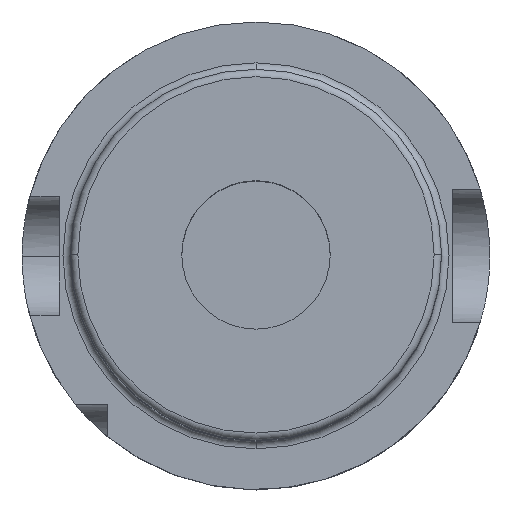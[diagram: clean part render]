
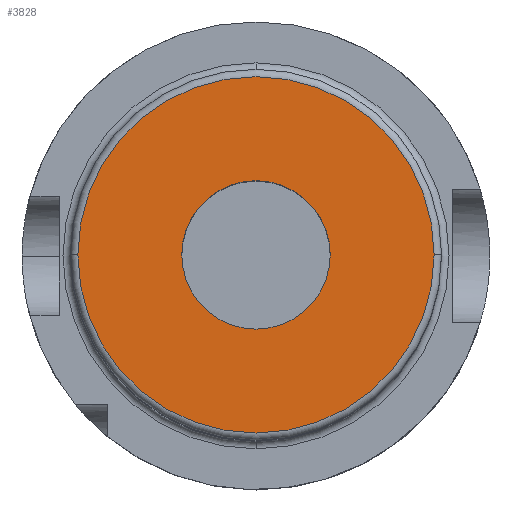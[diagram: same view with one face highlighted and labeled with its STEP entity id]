
A CAD part, top view. The second image highlights one B-rep face of the part: STEP entity #3828.
In plain terms, the highlighted planar face has unit normal (0, 0, 1).
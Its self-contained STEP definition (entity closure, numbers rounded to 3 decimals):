
#2 = CIRCLE ( 'NONE', #80, 24. ) ;
#12 = ORIENTED_EDGE ( 'NONE', *, *, #651, .F. ) ;
#80 = AXIS2_PLACEMENT_3D ( 'NONE', #2412, #4044, #478 ) ;
#108 = ORIENTED_EDGE ( 'NONE', *, *, #1023, .F. ) ;
#306 = CIRCLE ( 'NONE', #775, 10. ) ;
#319 = FACE_OUTER_BOUND ( 'NONE', #1100, .T. ) ;
#478 = DIRECTION ( 'NONE',  ( -1., 0., 0. ) ) ;
#552 = DIRECTION ( 'NONE',  ( 0., 0., -1. ) ) ;
#651 = EDGE_CURVE ( 'NONE', #1277, #3588, #2282, .T. ) ;
#684 = DIRECTION ( 'NONE',  ( 0., 0., 1. ) ) ;
#734 = CARTESIAN_POINT ( 'NONE',  ( 0., 0., 100. ) ) ;
#750 = EDGE_CURVE ( 'NONE', #784, #3099, #306, .T. ) ;
#775 = AXIS2_PLACEMENT_3D ( 'NONE', #4196, #2265, #1913 ) ;
#784 = VERTEX_POINT ( 'NONE', #924 ) ;
#822 = CARTESIAN_POINT ( 'NONE',  ( -24., 0., 100. ) ) ;
#864 = CARTESIAN_POINT ( 'NONE',  ( 0., 0., 100. ) ) ;
#924 = CARTESIAN_POINT ( 'NONE',  ( -10., 0., 100. ) ) ;
#1023 = EDGE_CURVE ( 'NONE', #3099, #784, #3551, .T. ) ;
#1100 = EDGE_LOOP ( 'NONE', ( #12, #2165 ) ) ;
#1122 = EDGE_CURVE ( 'NONE', #3588, #1277, #2, .T. ) ;
#1204 = DIRECTION ( 'NONE',  ( -1., 0., 0. ) ) ;
#1277 = VERTEX_POINT ( 'NONE', #822 ) ;
#1373 = ORIENTED_EDGE ( 'NONE', *, *, #750, .F. ) ;
#1691 = DIRECTION ( 'NONE',  ( 1., 0., 0. ) ) ;
#1913 = DIRECTION ( 'NONE',  ( 1., 0., 0. ) ) ;
#1972 = DIRECTION ( 'NONE',  ( 1., 0., 0. ) ) ;
#2047 = FACE_BOUND ( 'NONE', #4070, .T. ) ;
#2165 = ORIENTED_EDGE ( 'NONE', *, *, #1122, .F. ) ;
#2256 = AXIS2_PLACEMENT_3D ( 'NONE', #864, #552, #1204 ) ;
#2265 = DIRECTION ( 'NONE',  ( 0., 0., 1. ) ) ;
#2282 = CIRCLE ( 'NONE', #2256, 24. ) ;
#2412 = CARTESIAN_POINT ( 'NONE',  ( 0., 0., 100. ) ) ;
#2666 = PLANE ( 'NONE',  #4138 ) ;
#3099 = VERTEX_POINT ( 'NONE', #4187 ) ;
#3290 = CARTESIAN_POINT ( 'NONE',  ( 0., 24., 100. ) ) ;
#3551 = CIRCLE ( 'NONE', #3999, 10. ) ;
#3588 = VERTEX_POINT ( 'NONE', #3793 ) ;
#3632 = DIRECTION ( 'NONE',  ( 0., 0., 1. ) ) ;
#3793 = CARTESIAN_POINT ( 'NONE',  ( 24., 0., 100. ) ) ;
#3828 = ADVANCED_FACE ( 'NONE', ( #2047, #319 ), #2666, .T. ) ;
#3999 = AXIS2_PLACEMENT_3D ( 'NONE', #734, #3632, #1691 ) ;
#4044 = DIRECTION ( 'NONE',  ( 0., 0., -1. ) ) ;
#4070 = EDGE_LOOP ( 'NONE', ( #1373, #108 ) ) ;
#4138 = AXIS2_PLACEMENT_3D ( 'NONE', #3290, #684, #1972 ) ;
#4187 = CARTESIAN_POINT ( 'NONE',  ( 10., 0., 100. ) ) ;
#4196 = CARTESIAN_POINT ( 'NONE',  ( 0., 0., 100. ) ) ;
